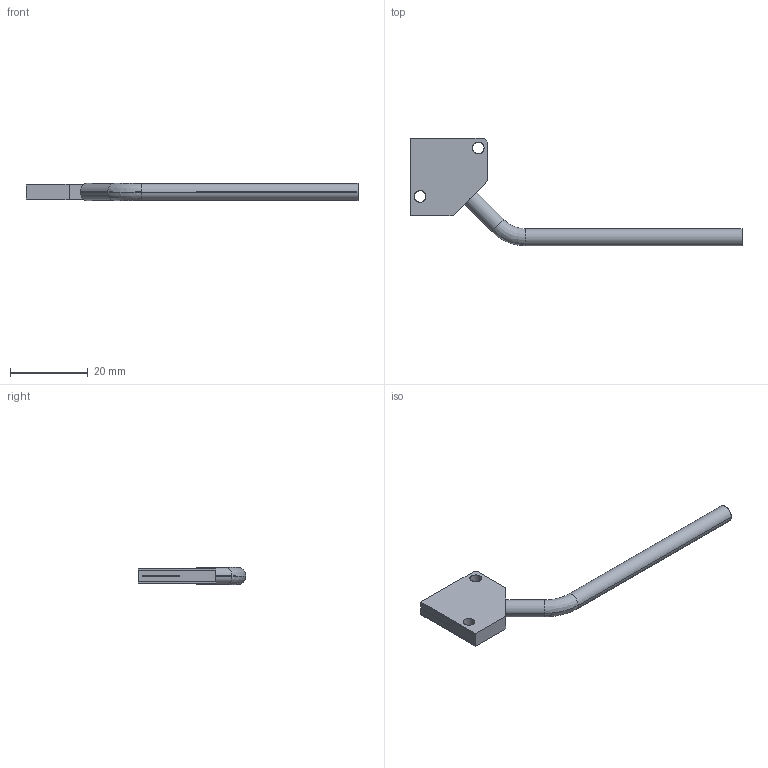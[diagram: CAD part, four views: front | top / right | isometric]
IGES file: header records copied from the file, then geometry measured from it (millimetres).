
Start section: SolidWorks IGES file using analytic representation for surfaces
Global section: file name: GPF-D026.IGS; native system: SolidWorks 2018; preprocessor: SolidWorks 2018; author: LTW; date: 171118.000601; units: millimetre
Bounding box: 85.6 x 27.7 x 4.4 mm (x, y, z)
Surface area: 2121.9 mm2 (no closed solid volume)
Topology: 0 solids, 0 shells, 248 faces, 2852 edges, 2852 vertices
Faces by surface type: revolution 136, bspline 112
